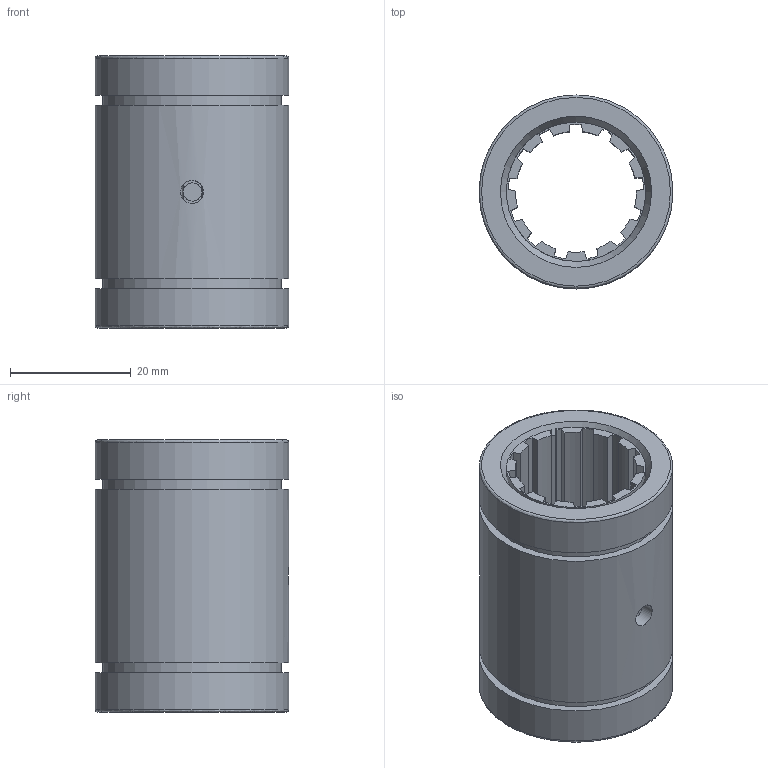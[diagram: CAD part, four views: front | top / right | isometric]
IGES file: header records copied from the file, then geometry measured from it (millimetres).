
Global section: file name: 850002.stp.ipt; native system: Autodesk Inventor 2014; preprocessor: unknown; author: zeman; date: 20151016.102129; units: millimetre
Bounding box: 32 x 32 x 45 mm (x, y, z)
Volume: 19821 mm3; surface area: 16565.8 mm2
Topology: 2 solids, 2 shells, 147 faces, 370 edges, 246 vertices
Faces by surface type: plane 92, revolution 35, cylinder 20
Full cylindrical faces by diameter (mm): 3 x1, 29.5 x2, 32 x3
